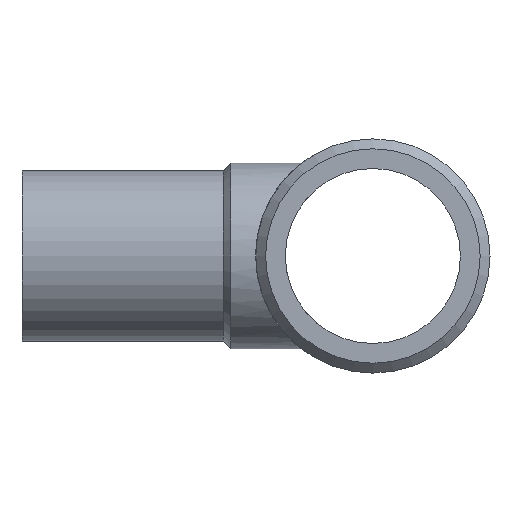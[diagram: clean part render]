
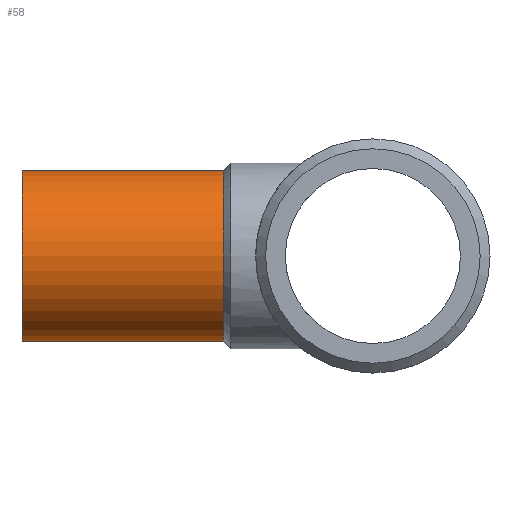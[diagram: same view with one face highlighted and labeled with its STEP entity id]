
A CAD part, left-side view. The second image highlights one B-rep face of the part: STEP entity #58.
In plain terms, the highlighted cylindrical face has radius 25 mm (diameter 50 mm), a full revolution.
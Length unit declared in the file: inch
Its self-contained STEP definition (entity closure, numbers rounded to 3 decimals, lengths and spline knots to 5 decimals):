
#52 = EDGE_LOOP ( 'NONE', ( #134 ) ) ;
#53 = CIRCLE ( 'NONE', #578, 0.98425 ) ;
#58 = ADVANCED_FACE ( 'NONE', ( #582, #220 ), #441, .T. ) ;
#91 = CARTESIAN_POINT ( 'NONE',  ( -4.19291, 1.73228, -0.98425 ) ) ;
#94 = CARTESIAN_POINT ( 'NONE',  ( -4.19291, 1.73228, 0. ) ) ;
#134 = ORIENTED_EDGE ( 'NONE', *, *, #575, .T. ) ;
#139 = DIRECTION ( 'NONE',  ( 0., 1., 0. ) ) ;
#167 = DIRECTION ( 'NONE',  ( 0., -1., 0. ) ) ;
#220 = FACE_OUTER_BOUND ( 'NONE', #451, .T. ) ;
#237 = VERTEX_POINT ( 'NONE', #469 ) ;
#282 = VERTEX_POINT ( 'NONE', #91 ) ;
#310 = DIRECTION ( 'NONE',  ( 0., 0., -1. ) ) ;
#326 = DIRECTION ( 'NONE',  ( 0., 0., -1. ) ) ;
#367 = CIRCLE ( 'NONE', #571, 0.98425 ) ;
#372 = DIRECTION ( 'NONE',  ( 0., 1., 0. ) ) ;
#375 = EDGE_CURVE ( 'NONE', #237, #237, #367, .T. ) ;
#378 = ORIENTED_EDGE ( 'NONE', *, *, #375, .F. ) ;
#420 = DIRECTION ( 'NONE',  ( 0., 0., 1. ) ) ;
#441 = CYLINDRICAL_SURFACE ( 'NONE', #605, 0.98425 ) ;
#451 = EDGE_LOOP ( 'NONE', ( #378 ) ) ;
#469 = CARTESIAN_POINT ( 'NONE',  ( -4.19291, 4.05701, 0.98425 ) ) ;
#470 = CARTESIAN_POINT ( 'NONE',  ( -4.19291, 4.05701, 0. ) ) ;
#571 = AXIS2_PLACEMENT_3D ( 'NONE', #470, #139, #420 ) ;
#575 = EDGE_CURVE ( 'NONE', #282, #282, #53, .T. ) ;
#578 = AXIS2_PLACEMENT_3D ( 'NONE', #94, #372, #326 ) ;
#582 = FACE_OUTER_BOUND ( 'NONE', #52, .T. ) ;
#595 = CARTESIAN_POINT ( 'NONE',  ( -4.19291, 2.83465, 0. ) ) ;
#605 = AXIS2_PLACEMENT_3D ( 'NONE', #595, #167, #310 ) ;
